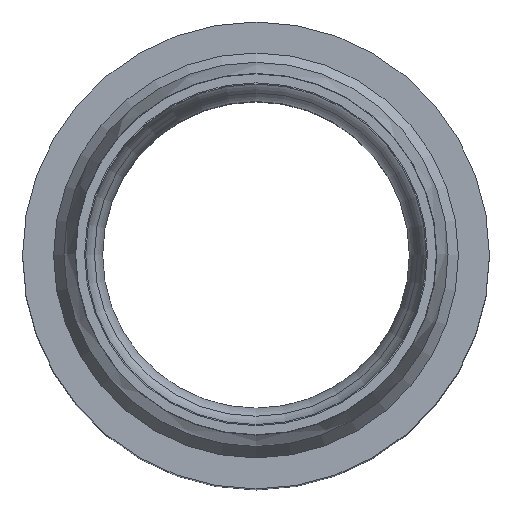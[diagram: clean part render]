
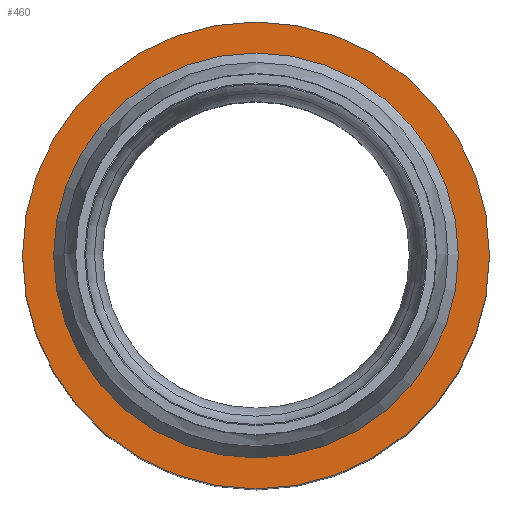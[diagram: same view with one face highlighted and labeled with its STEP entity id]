
A CAD part, top view. The second image highlights one B-rep face of the part: STEP entity #460.
In plain terms, the highlighted planar face has unit normal (0, 0, 1).
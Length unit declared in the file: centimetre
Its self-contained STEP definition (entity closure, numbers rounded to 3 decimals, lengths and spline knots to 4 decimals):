
#76=FACE_BOUND('',#111,.T.);
#80=FACE_OUTER_BOUND('',#110,.T.);
#110=EDGE_LOOP('',(#319));
#111=EDGE_LOOP('',(#320));
#141=CIRCLE('',#495,31.75);
#142=CIRCLE('',#497,38.05);
#199=VERTEX_POINT('',#768);
#200=VERTEX_POINT('',#772);
#245=EDGE_CURVE('',#199,#199,#141,.T.);
#246=EDGE_CURVE('',#200,#200,#142,.T.);
#319=ORIENTED_EDGE('',*,*,#246,.F.);
#320=ORIENTED_EDGE('',*,*,#245,.T.);
#456=PLANE('',#496);
#460=ADVANCED_FACE('',(#80,#76),#456,.T.);
#495=AXIS2_PLACEMENT_3D('',#770,#588,#589);
#496=AXIS2_PLACEMENT_3D('',#771,#590,#591);
#497=AXIS2_PLACEMENT_3D('',#773,#592,#593);
#588=DIRECTION('center_axis',(0.,0.,-1.));
#589=DIRECTION('ref_axis',(1.,0.,0.));
#590=DIRECTION('center_axis',(0.,0.,1.));
#591=DIRECTION('ref_axis',(0.,-1.,0.));
#592=DIRECTION('center_axis',(0.,0.,-1.));
#593=DIRECTION('ref_axis',(1.,0.,0.));
#768=CARTESIAN_POINT('',(98.0473,97.1939,-160.0351));
#770=CARTESIAN_POINT('Origin',(129.7973,97.1939,-160.0351));
#771=CARTESIAN_POINT('Origin',(167.8473,97.1939,-160.0351));
#772=CARTESIAN_POINT('',(91.7473,97.1939,-160.0351));
#773=CARTESIAN_POINT('Origin',(129.7973,97.1939,-160.0351));
